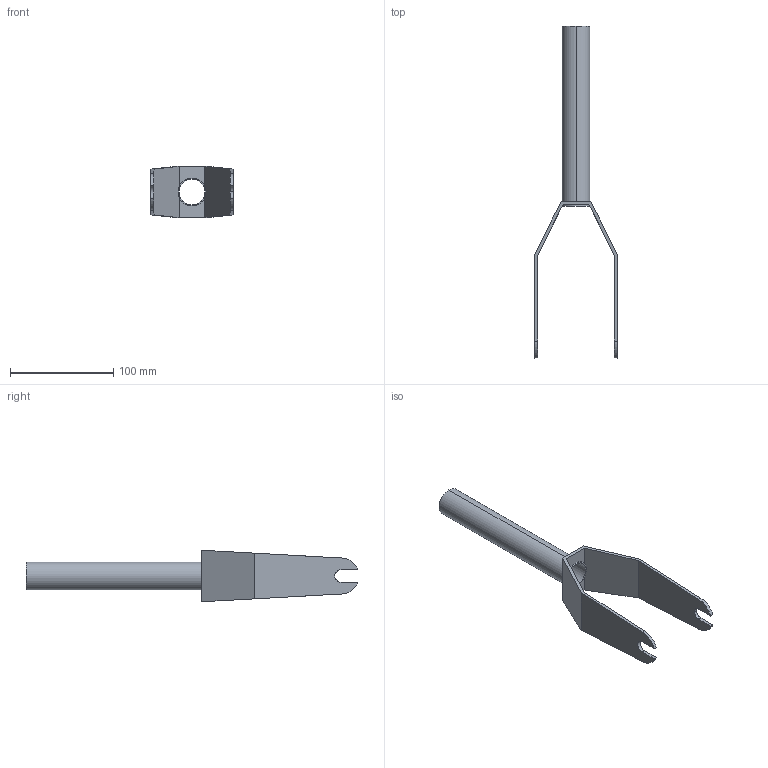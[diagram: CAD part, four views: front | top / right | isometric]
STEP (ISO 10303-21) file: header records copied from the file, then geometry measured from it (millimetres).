
FILE_DESCRIPTION (( 'STEP AP203' ), '1' );
FILE_NAME ('Front-fork_Default_sldprt.STEP', '2022-11-28T13:52:22', ( '' ), ( '' ), 'SwSTEP 2.0', 'SolidWorks 2022', '' );
FILE_SCHEMA (( 'CONFIG_CONTROL_DESIGN' ));
Length unit declared in the file: millimetre
Products named in the file (1): Front-fork_Default_sldprt
Bounding box: 80.5 x 322 x 50 mm (x, y, z)
Volume: 53606.3 mm3; surface area: 57082.3 mm2
Topology: 1 solids, 1 shells, 33 faces, 90 edges, 60 vertices
Faces by surface type: plane 19, cylinder 14
Entity records: 1133 total; most frequent: CARTESIAN_POINT 196, DIRECTION 182, ORIENTED_EDGE 180, EDGE_CURVE 90, AXIS2_PLACEMENT_3D 62, VERTEX_POINT 60, VECTOR 58, LINE 58
